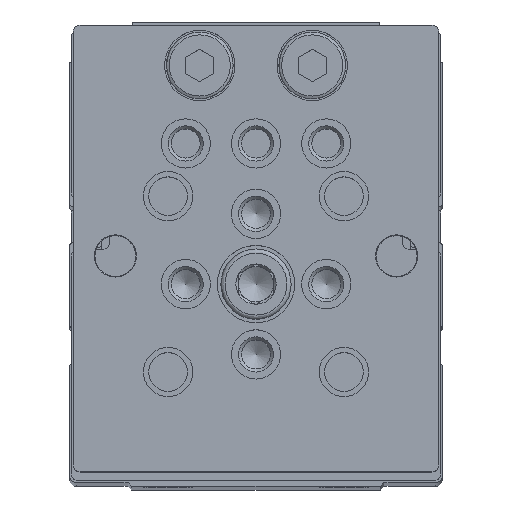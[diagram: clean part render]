
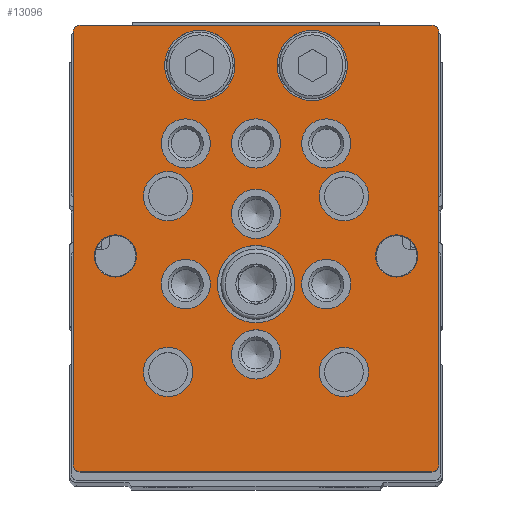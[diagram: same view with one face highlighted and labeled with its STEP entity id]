
A CAD part, top view. The second image highlights one B-rep face of the part: STEP entity #13096.
In plain terms, the highlighted planar face has unit normal (0, 0, 1).
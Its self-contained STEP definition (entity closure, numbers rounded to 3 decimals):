
#569=PLANE('',#14505);
#1179=CIRCLE('',#14491,1.);
#1181=CIRCLE('',#14495,1.);
#1183=CIRCLE('',#14499,1.);
#1185=CIRCLE('',#14503,1.);
#1186=CIRCLE('',#14506,5.5);
#1187=CIRCLE('',#14507,3.5);
#1188=CIRCLE('',#14508,3.5);
#1189=CIRCLE('',#14509,3.5);
#1190=CIRCLE('',#14510,3.5);
#1191=CIRCLE('',#14511,3.);
#1192=CIRCLE('',#14512,3.);
#1193=CIRCLE('',#14513,3.5);
#1194=CIRCLE('',#14514,3.5);
#1195=CIRCLE('',#14515,3.5);
#1196=CIRCLE('',#14516,3.5);
#1197=CIRCLE('',#14517,3.5);
#1198=CIRCLE('',#14518,3.5);
#1199=CIRCLE('',#14519,3.5);
#1200=CIRCLE('',#14520,5.);
#1201=CIRCLE('',#14521,5.);
#2110=LINE('',#22447,#3016);
#2114=LINE('',#22459,#3020);
#2118=LINE('',#22471,#3024);
#2122=LINE('',#22481,#3028);
#3016=VECTOR('',#18061,1000.);
#3020=VECTOR('',#18073,1000.);
#3024=VECTOR('',#18085,1000.);
#3028=VECTOR('',#18097,1000.);
#6117=ORIENTED_EDGE('',*,*,#8052,.T.);
#6118=ORIENTED_EDGE('',*,*,#8053,.T.);
#6119=ORIENTED_EDGE('',*,*,#8054,.T.);
#6120=ORIENTED_EDGE('',*,*,#8055,.T.);
#6121=ORIENTED_EDGE('',*,*,#8056,.T.);
#6122=ORIENTED_EDGE('',*,*,#8057,.T.);
#6123=ORIENTED_EDGE('',*,*,#8058,.T.);
#6124=ORIENTED_EDGE('',*,*,#8059,.T.);
#6125=ORIENTED_EDGE('',*,*,#8060,.T.);
#6126=ORIENTED_EDGE('',*,*,#8061,.T.);
#6127=ORIENTED_EDGE('',*,*,#8062,.T.);
#6128=ORIENTED_EDGE('',*,*,#8063,.T.);
#6129=ORIENTED_EDGE('',*,*,#8064,.T.);
#6130=ORIENTED_EDGE('',*,*,#8065,.T.);
#6131=ORIENTED_EDGE('',*,*,#8066,.F.);
#6132=ORIENTED_EDGE('',*,*,#8067,.F.);
#6133=ORIENTED_EDGE('',*,*,#8029,.T.);
#6134=ORIENTED_EDGE('',*,*,#8033,.T.);
#6135=ORIENTED_EDGE('',*,*,#8036,.T.);
#6136=ORIENTED_EDGE('',*,*,#8039,.T.);
#6137=ORIENTED_EDGE('',*,*,#8042,.T.);
#6138=ORIENTED_EDGE('',*,*,#8045,.T.);
#6139=ORIENTED_EDGE('',*,*,#8048,.T.);
#6140=ORIENTED_EDGE('',*,*,#8051,.T.);
#8029=EDGE_CURVE('',#9341,#9340,#1179,.T.);
#8033=EDGE_CURVE('',#9340,#9343,#2110,.T.);
#8036=EDGE_CURVE('',#9343,#9345,#1181,.T.);
#8039=EDGE_CURVE('',#9345,#9347,#2114,.T.);
#8042=EDGE_CURVE('',#9347,#9349,#1183,.T.);
#8045=EDGE_CURVE('',#9349,#9351,#2118,.T.);
#8048=EDGE_CURVE('',#9351,#9353,#1185,.T.);
#8051=EDGE_CURVE('',#9353,#9341,#2122,.T.);
#8052=EDGE_CURVE('',#9354,#9354,#1186,.T.);
#8053=EDGE_CURVE('',#9355,#9355,#1187,.T.);
#8054=EDGE_CURVE('',#9356,#9356,#1188,.T.);
#8055=EDGE_CURVE('',#9357,#9357,#1189,.T.);
#8056=EDGE_CURVE('',#9358,#9358,#1190,.T.);
#8057=EDGE_CURVE('',#9359,#9359,#1191,.T.);
#8058=EDGE_CURVE('',#9360,#9360,#1192,.T.);
#8059=EDGE_CURVE('',#9361,#9361,#1193,.T.);
#8060=EDGE_CURVE('',#9362,#9362,#1194,.T.);
#8061=EDGE_CURVE('',#9363,#9363,#1195,.T.);
#8062=EDGE_CURVE('',#9364,#9364,#1196,.T.);
#8063=EDGE_CURVE('',#9365,#9365,#1197,.T.);
#8064=EDGE_CURVE('',#9366,#9366,#1198,.T.);
#8065=EDGE_CURVE('',#9367,#9367,#1199,.T.);
#8066=EDGE_CURVE('',#9368,#9368,#1200,.T.);
#8067=EDGE_CURVE('',#9369,#9369,#1201,.T.);
#9340=VERTEX_POINT('',#22438);
#9341=VERTEX_POINT('',#22440);
#9343=VERTEX_POINT('',#22446);
#9345=VERTEX_POINT('',#22452);
#9347=VERTEX_POINT('',#22458);
#9349=VERTEX_POINT('',#22464);
#9351=VERTEX_POINT('',#22470);
#9353=VERTEX_POINT('',#22476);
#9354=VERTEX_POINT('',#22484);
#9355=VERTEX_POINT('',#22486);
#9356=VERTEX_POINT('',#22488);
#9357=VERTEX_POINT('',#22490);
#9358=VERTEX_POINT('',#22492);
#9359=VERTEX_POINT('',#22494);
#9360=VERTEX_POINT('',#22496);
#9361=VERTEX_POINT('',#22498);
#9362=VERTEX_POINT('',#22500);
#9363=VERTEX_POINT('',#22502);
#9364=VERTEX_POINT('',#22504);
#9365=VERTEX_POINT('',#22506);
#9366=VERTEX_POINT('',#22508);
#9367=VERTEX_POINT('',#22510);
#9368=VERTEX_POINT('',#22512);
#9369=VERTEX_POINT('',#22514);
#10648=EDGE_LOOP('',(#6117));
#10649=EDGE_LOOP('',(#6118));
#10650=EDGE_LOOP('',(#6119));
#10651=EDGE_LOOP('',(#6120));
#10652=EDGE_LOOP('',(#6121));
#10653=EDGE_LOOP('',(#6122));
#10654=EDGE_LOOP('',(#6123));
#10655=EDGE_LOOP('',(#6124));
#10656=EDGE_LOOP('',(#6125));
#10657=EDGE_LOOP('',(#6126));
#10658=EDGE_LOOP('',(#6127));
#10659=EDGE_LOOP('',(#6128));
#10660=EDGE_LOOP('',(#6129));
#10661=EDGE_LOOP('',(#6130));
#10662=EDGE_LOOP('',(#6131));
#10663=EDGE_LOOP('',(#6132));
#10664=EDGE_LOOP('',(#6133,#6134,#6135,#6136,#6137,#6138,#6139,#6140));
#11909=FACE_BOUND('',#10648,.T.);
#11910=FACE_BOUND('',#10649,.T.);
#11911=FACE_BOUND('',#10650,.T.);
#11912=FACE_BOUND('',#10651,.T.);
#11913=FACE_BOUND('',#10652,.T.);
#11914=FACE_BOUND('',#10653,.T.);
#11915=FACE_BOUND('',#10654,.T.);
#11916=FACE_BOUND('',#10655,.T.);
#11917=FACE_BOUND('',#10656,.T.);
#11918=FACE_BOUND('',#10657,.T.);
#11919=FACE_BOUND('',#10658,.T.);
#11920=FACE_BOUND('',#10659,.T.);
#11921=FACE_BOUND('',#10660,.T.);
#11922=FACE_BOUND('',#10661,.T.);
#11923=FACE_BOUND('',#10662,.T.);
#11924=FACE_BOUND('',#10663,.T.);
#11925=FACE_BOUND('',#10664,.T.);
#13096=ADVANCED_FACE('',(#11909,#11910,#11911,#11912,#11913,#11914,#11915,
#11916,#11917,#11918,#11919,#11920,#11921,#11922,#11923,#11924,#11925),
#569,.T.);
#14491=AXIS2_PLACEMENT_3D('',#22439,#18054,#18055);
#14495=AXIS2_PLACEMENT_3D('',#22453,#18067,#18068);
#14499=AXIS2_PLACEMENT_3D('',#22465,#18079,#18080);
#14503=AXIS2_PLACEMENT_3D('',#22477,#18091,#18092);
#14505=AXIS2_PLACEMENT_3D('',#22482,#18098,#18099);
#14506=AXIS2_PLACEMENT_3D('',#22483,#18100,#18101);
#14507=AXIS2_PLACEMENT_3D('',#22485,#18102,#18103);
#14508=AXIS2_PLACEMENT_3D('',#22487,#18104,#18105);
#14509=AXIS2_PLACEMENT_3D('',#22489,#18106,#18107);
#14510=AXIS2_PLACEMENT_3D('',#22491,#18108,#18109);
#14511=AXIS2_PLACEMENT_3D('',#22493,#18110,#18111);
#14512=AXIS2_PLACEMENT_3D('',#22495,#18112,#18113);
#14513=AXIS2_PLACEMENT_3D('',#22497,#18114,#18115);
#14514=AXIS2_PLACEMENT_3D('',#22499,#18116,#18117);
#14515=AXIS2_PLACEMENT_3D('',#22501,#18118,#18119);
#14516=AXIS2_PLACEMENT_3D('',#22503,#18120,#18121);
#14517=AXIS2_PLACEMENT_3D('',#22505,#18122,#18123);
#14518=AXIS2_PLACEMENT_3D('',#22507,#18124,#18125);
#14519=AXIS2_PLACEMENT_3D('',#22509,#18126,#18127);
#14520=AXIS2_PLACEMENT_3D('',#22511,#18128,#18129);
#14521=AXIS2_PLACEMENT_3D('',#22513,#18130,#18131);
#18054=DIRECTION('',(0.,0.,1.));
#18055=DIRECTION('',(1.,0.,0.));
#18061=DIRECTION('',(0.,-1.,0.));
#18067=DIRECTION('',(0.,0.,1.));
#18068=DIRECTION('',(1.,0.,0.));
#18073=DIRECTION('',(1.,0.,0.));
#18079=DIRECTION('',(0.,0.,1.));
#18080=DIRECTION('',(1.,0.,0.));
#18085=DIRECTION('',(0.,1.,0.));
#18091=DIRECTION('',(0.,0.,1.));
#18092=DIRECTION('',(1.,0.,0.));
#18097=DIRECTION('',(-1.,0.,0.));
#18098=DIRECTION('',(0.,0.,1.));
#18099=DIRECTION('',(1.,0.,0.));
#18100=DIRECTION('',(0.,0.,-1.));
#18101=DIRECTION('',(-1.,0.,0.));
#18102=DIRECTION('',(0.,0.,-1.));
#18103=DIRECTION('',(-1.,0.,0.));
#18104=DIRECTION('',(0.,0.,-1.));
#18105=DIRECTION('',(-1.,0.,0.));
#18106=DIRECTION('',(0.,0.,-1.));
#18107=DIRECTION('',(-1.,0.,0.));
#18108=DIRECTION('',(0.,0.,-1.));
#18109=DIRECTION('',(-1.,0.,0.));
#18110=DIRECTION('',(0.,0.,-1.));
#18111=DIRECTION('',(-1.,0.,0.));
#18112=DIRECTION('',(0.,0.,-1.));
#18113=DIRECTION('',(-1.,0.,0.));
#18114=DIRECTION('',(0.,0.,-1.));
#18115=DIRECTION('',(-1.,0.,0.));
#18116=DIRECTION('',(0.,0.,-1.));
#18117=DIRECTION('',(-1.,0.,0.));
#18118=DIRECTION('',(0.,0.,-1.));
#18119=DIRECTION('',(-1.,0.,0.));
#18120=DIRECTION('',(0.,0.,-1.));
#18121=DIRECTION('',(-1.,0.,0.));
#18122=DIRECTION('',(0.,0.,-1.));
#18123=DIRECTION('',(-1.,0.,0.));
#18124=DIRECTION('',(0.,0.,-1.));
#18125=DIRECTION('',(-1.,0.,0.));
#18126=DIRECTION('',(0.,0.,-1.));
#18127=DIRECTION('',(-1.,0.,0.));
#18128=DIRECTION('',(0.,0.,1.));
#18129=DIRECTION('',(1.,0.,0.));
#18130=DIRECTION('',(0.,0.,1.));
#18131=DIRECTION('',(1.,0.,0.));
#22438=CARTESIAN_POINT('',(-26.,-1.5,15.));
#22439=CARTESIAN_POINT('',(-25.,-1.5,15.));
#22440=CARTESIAN_POINT('',(-25.,-0.5,15.));
#22446=CARTESIAN_POINT('',(-26.,-63.,15.));
#22447=CARTESIAN_POINT('',(-26.,-1.5,15.));
#22452=CARTESIAN_POINT('',(-25.,-64.,15.));
#22453=CARTESIAN_POINT('',(-25.,-63.,15.));
#22458=CARTESIAN_POINT('',(25.,-64.,15.));
#22459=CARTESIAN_POINT('',(-25.,-64.,15.));
#22464=CARTESIAN_POINT('',(26.,-63.,15.));
#22465=CARTESIAN_POINT('',(25.,-63.,15.));
#22470=CARTESIAN_POINT('',(26.,-1.5,15.));
#22471=CARTESIAN_POINT('',(26.,-63.,15.));
#22476=CARTESIAN_POINT('',(25.,-0.5,15.));
#22477=CARTESIAN_POINT('',(25.,-1.5,15.));
#22481=CARTESIAN_POINT('',(25.,-0.5,15.));
#22482=CARTESIAN_POINT('',(-25.,-1.5,15.));
#22483=CARTESIAN_POINT('',(0.,-37.3,15.));
#22484=CARTESIAN_POINT('',(-5.5,-37.3,15.));
#22485=CARTESIAN_POINT('',(-12.5,-24.8,15.));
#22486=CARTESIAN_POINT('',(-16.,-24.8,15.));
#22487=CARTESIAN_POINT('',(-12.5,-49.8,15.));
#22488=CARTESIAN_POINT('',(-16.,-49.8,15.));
#22489=CARTESIAN_POINT('',(12.5,-49.8,15.));
#22490=CARTESIAN_POINT('',(9.,-49.8,15.));
#22491=CARTESIAN_POINT('',(12.5,-24.8,15.));
#22492=CARTESIAN_POINT('',(9.,-24.8,15.));
#22493=CARTESIAN_POINT('',(-20.,-33.3,15.));
#22494=CARTESIAN_POINT('',(-23.,-33.3,15.));
#22495=CARTESIAN_POINT('',(20.,-33.3,15.));
#22496=CARTESIAN_POINT('',(17.,-33.3,15.));
#22497=CARTESIAN_POINT('',(-10.,-37.3,15.));
#22498=CARTESIAN_POINT('',(-13.5,-37.3,15.));
#22499=CARTESIAN_POINT('',(0.,-47.3,15.));
#22500=CARTESIAN_POINT('',(-3.5,-47.3,15.));
#22501=CARTESIAN_POINT('',(10.,-37.3,15.));
#22502=CARTESIAN_POINT('',(6.5,-37.3,15.));
#22503=CARTESIAN_POINT('',(0.,-27.3,15.));
#22504=CARTESIAN_POINT('',(-3.5,-27.3,15.));
#22505=CARTESIAN_POINT('',(0.,-17.3,15.));
#22506=CARTESIAN_POINT('',(-3.5,-17.3,15.));
#22507=CARTESIAN_POINT('',(-10.,-17.3,15.));
#22508=CARTESIAN_POINT('',(-13.5,-17.3,15.));
#22509=CARTESIAN_POINT('',(10.,-17.3,15.));
#22510=CARTESIAN_POINT('',(6.5,-17.3,15.));
#22511=CARTESIAN_POINT('',(-8.,-6.2,15.));
#22512=CARTESIAN_POINT('',(-3.,-6.2,15.));
#22513=CARTESIAN_POINT('',(8.,-6.2,15.));
#22514=CARTESIAN_POINT('',(13.,-6.2,15.));
